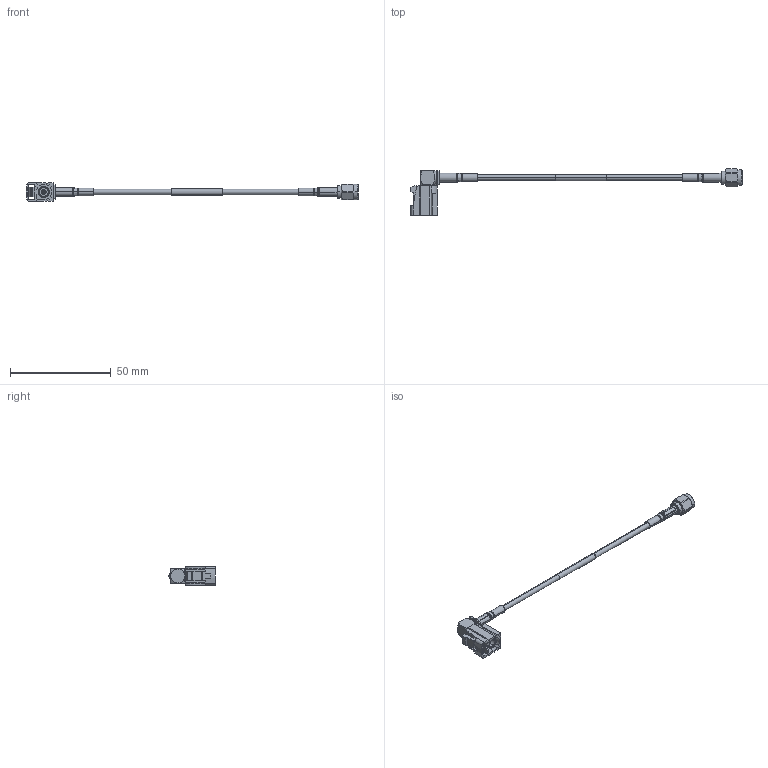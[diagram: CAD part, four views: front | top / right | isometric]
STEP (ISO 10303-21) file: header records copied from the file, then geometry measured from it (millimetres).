
FILE_DESCRIPTION (( 'STEP AP214' ), '1' );
FILE_NAME ('FMCA3175_3D.step', '2023-05-01T21:43:52', ( '' ), ( '' ), 'SwSTEP 2.0', 'SolidWorks 2022', '' );
FILE_SCHEMA (( 'AUTOMOTIVE_DESIGN' ));
Length unit declared in the file: inch
Products named in the file (5): CA-100-MA1_.75" LENGTH; FMCN1348Z_Z; SC7060_CRIMPED; LMR-100A-UF-FM_WITH LABEL; FMCA3175_3D
Assembly tree (5 placements, depth 2):
  FMCA3175_3D
    LMR-100A-UF-FM_WITH LABEL
    FMCN1348Z_Z
    SC7060_CRIMPED
    CA-100-MA1_.75" LENGTH  x2
Bounding box: 165.11 x 23.28 x 9.4 mm (x, y, z)
Volume: 2953.5 mm3; surface area: 5344.4 mm2
Topology: 10 solids, 10 shells, 486 faces, 1210 edges, 781 vertices
Faces by surface type: plane 246, cylinder 158, cone 52, torus 18, bspline 12
Entity records: 18188 total; most frequent: CARTESIAN_POINT 4862, DIRECTION 2348, ORIENTED_EDGE 2332, EDGE_CURVE 1166, AXIS2_PLACEMENT_3D 849, VERTEX_POINT 757, LINE 650, VECTOR 650
